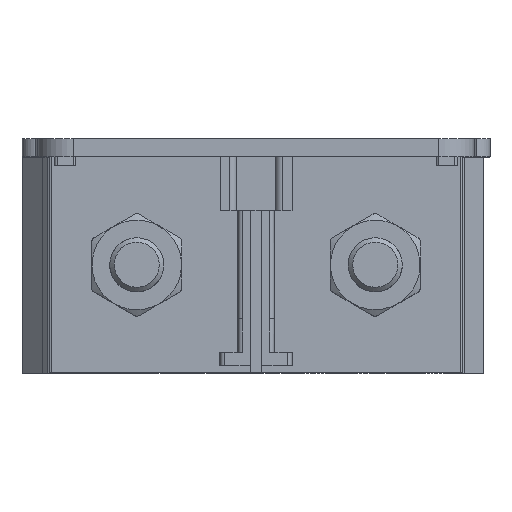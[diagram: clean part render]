
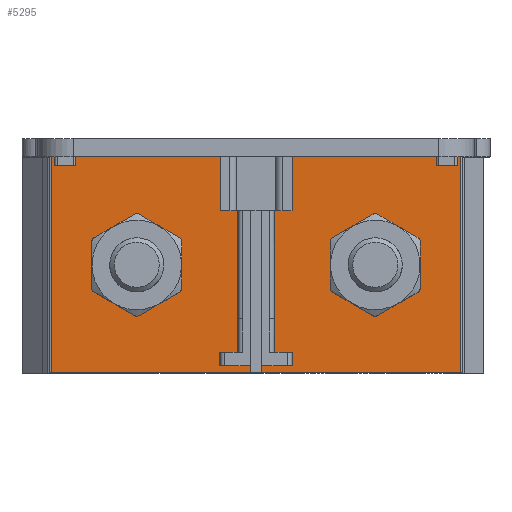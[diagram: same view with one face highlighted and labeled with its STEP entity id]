
A CAD part, top view. The second image highlights one B-rep face of the part: STEP entity #5295.
In plain terms, the highlighted planar face has unit normal (0, 0, 1).
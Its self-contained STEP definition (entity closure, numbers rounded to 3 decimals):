
#172=LINE('',#6847,#548);
#178=LINE('',#6858,#554);
#180=LINE('',#6862,#556);
#182=LINE('',#6866,#558);
#486=LINE('',#7675,#862);
#492=LINE('',#7696,#868);
#493=LINE('',#7702,#869);
#494=LINE('',#7704,#870);
#548=VECTOR('',#5772,1000.);
#554=VECTOR('',#5780,1000.);
#556=VECTOR('',#5784,1000.);
#558=VECTOR('',#5788,1000.);
#862=VECTOR('',#6566,1000.);
#868=VECTOR('',#6584,1000.);
#869=VECTOR('',#6591,1000.);
#870=VECTOR('',#6594,1000.);
#1795=ORIENTED_EDGE('',*,*,#2500,.F.);
#1796=ORIENTED_EDGE('',*,*,#2501,.F.);
#1797=ORIENTED_EDGE('',*,*,#2080,.F.);
#1798=ORIENTED_EDGE('',*,*,#2076,.T.);
#1799=ORIENTED_EDGE('',*,*,#2070,.T.);
#1800=ORIENTED_EDGE('',*,*,#2078,.T.);
#1801=ORIENTED_EDGE('',*,*,#2499,.F.);
#1802=ORIENTED_EDGE('',*,*,#2498,.T.);
#1803=ORIENTED_EDGE('',*,*,#2495,.T.);
#1804=ORIENTED_EDGE('',*,*,#2484,.T.);
#2070=EDGE_CURVE('',#2628,#2629,#172,.T.);
#2076=EDGE_CURVE('',#2632,#2628,#178,.T.);
#2078=EDGE_CURVE('',#2629,#2633,#180,.T.);
#2080=EDGE_CURVE('',#2632,#2633,#182,.T.);
#2484=EDGE_CURVE('',#2902,#2901,#486,.F.);
#2495=EDGE_CURVE('',#2911,#2902,#492,.T.);
#2498=EDGE_CURVE('',#2912,#2911,#493,.T.);
#2499=EDGE_CURVE('',#2912,#2901,#494,.T.);
#2500=EDGE_CURVE('',#2913,#2913,#3102,.F.);
#2501=EDGE_CURVE('',#2914,#2914,#3103,.F.);
#2628=VERTEX_POINT('',#6848);
#2629=VERTEX_POINT('',#6849);
#2632=VERTEX_POINT('',#6859);
#2633=VERTEX_POINT('',#6863);
#2901=VERTEX_POINT('',#7674);
#2902=VERTEX_POINT('',#7676);
#2911=VERTEX_POINT('',#7697);
#2912=VERTEX_POINT('',#7701);
#2913=VERTEX_POINT('',#7707);
#2914=VERTEX_POINT('',#7709);
#3102=CIRCLE('',#5630,4.974);
#3103=CIRCLE('',#5631,4.974);
#3280=EDGE_LOOP('',(#1795));
#3281=EDGE_LOOP('',(#1796));
#3282=EDGE_LOOP('',(#1797,#1798,#1799,#1800));
#3283=EDGE_LOOP('',(#1801,#1802,#1803,#1804));
#3507=FACE_BOUND('',#3280,.T.);
#3508=FACE_BOUND('',#3281,.T.);
#3509=FACE_BOUND('',#3282,.T.);
#3510=FACE_BOUND('',#3283,.T.);
#3671=PLANE('',#5629);
#5295=ADVANCED_FACE('',(#3507,#3508,#3509,#3510),#3671,.F.);
#5629=AXIS2_PLACEMENT_3D('',#7705,#6595,#6596);
#5630=AXIS2_PLACEMENT_3D('',#7706,#6597,#6598);
#5631=AXIS2_PLACEMENT_3D('',#7708,#6599,#6600);
#5772=DIRECTION('',(-1.,0.,0.));
#5780=DIRECTION('',(0.,-1.,0.));
#5784=DIRECTION('',(0.,1.,0.));
#5788=DIRECTION('',(-1.,0.,0.));
#6566=DIRECTION('',(0.,1.,0.));
#6584=DIRECTION('',(-1.,0.,0.));
#6591=DIRECTION('',(0.,1.,0.));
#6594=DIRECTION('',(-1.,0.,0.));
#6595=DIRECTION('',(0.,0.,-1.));
#6596=DIRECTION('',(-1.,0.,0.));
#6597=DIRECTION('',(0.,0.,-1.));
#6598=DIRECTION('',(-1.,0.,0.));
#6599=DIRECTION('',(0.,0.,-1.));
#6600=DIRECTION('',(-1.,0.,0.));
#6847=CARTESIAN_POINT('',(0.,-21.512,2.004));
#6848=CARTESIAN_POINT('',(2.087,-21.512,2.004));
#6849=CARTESIAN_POINT('',(-5.913,-21.512,2.004));
#6858=CARTESIAN_POINT('',(2.087,-20.012,2.004));
#6859=CARTESIAN_POINT('',(2.087,-20.012,2.004));
#6862=CARTESIAN_POINT('',(-5.913,-20.012,2.004));
#6863=CARTESIAN_POINT('',(-5.913,-20.012,2.004));
#6866=CARTESIAN_POINT('',(16.41,-20.012,2.004));
#7674=CARTESIAN_POINT('',(-24.661,-22.312,2.004));
#7675=CARTESIAN_POINT('',(-24.661,-22.312,2.004));
#7676=CARTESIAN_POINT('',(-24.661,1.688,2.004));
#7696=CARTESIAN_POINT('',(16.41,1.688,2.004));
#7697=CARTESIAN_POINT('',(20.836,1.688,2.004));
#7701=CARTESIAN_POINT('',(20.836,-22.312,2.004));
#7702=CARTESIAN_POINT('',(20.836,-22.312,2.004));
#7704=CARTESIAN_POINT('',(16.41,-22.312,2.004));
#7705=CARTESIAN_POINT('',(16.41,-22.312,2.004));
#7706=CARTESIAN_POINT('',(-15.161,-10.312,2.004));
#7707=CARTESIAN_POINT('',(-20.135,-10.312,2.004));
#7708=CARTESIAN_POINT('',(11.339,-10.312,2.004));
#7709=CARTESIAN_POINT('',(6.365,-10.312,2.004));
